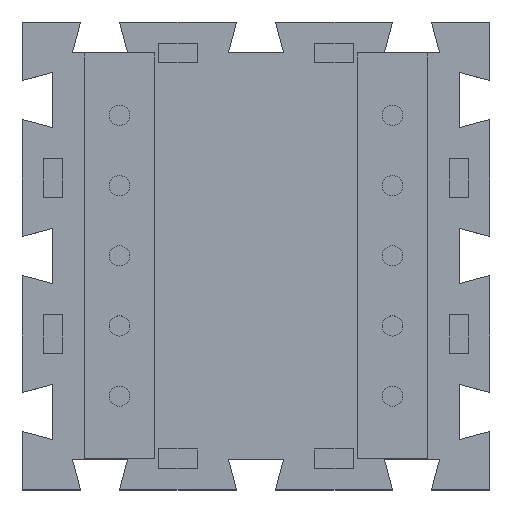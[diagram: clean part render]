
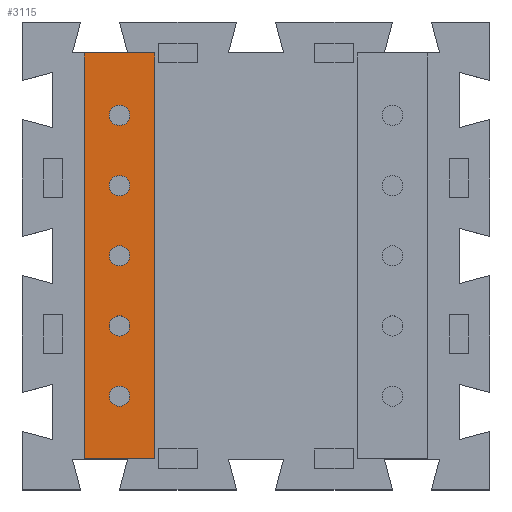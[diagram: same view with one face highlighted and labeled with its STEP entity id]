
A CAD part, top view. The second image highlights one B-rep face of the part: STEP entity #3115.
In plain terms, the highlighted planar face has unit normal (0, 0, 1).
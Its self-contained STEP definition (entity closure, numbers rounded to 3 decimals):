
#30=FACE_BOUND('',#409,.T.);
#31=FACE_BOUND('',#410,.T.);
#32=FACE_BOUND('',#411,.T.);
#33=FACE_BOUND('',#412,.T.);
#34=FACE_BOUND('',#413,.T.);
#50=CIRCLE('',#3302,2.6);
#51=CIRCLE('',#3304,2.6);
#52=CIRCLE('',#3306,2.6);
#53=CIRCLE('',#3308,2.6);
#54=CIRCLE('',#3310,2.6);
#239=FACE_OUTER_BOUND('',#408,.T.);
#408=EDGE_LOOP('',(#2726,#2727,#2728,#2729));
#409=EDGE_LOOP('',(#2730));
#410=EDGE_LOOP('',(#2731));
#411=EDGE_LOOP('',(#2732));
#412=EDGE_LOOP('',(#2733));
#413=EDGE_LOOP('',(#2734));
#804=LINE('',#4884,#1210);
#811=LINE('',#4908,#1217);
#813=LINE('',#4912,#1219);
#815=LINE('',#4915,#1221);
#1210=VECTOR('',#4000,10.);
#1217=VECTOR('',#4029,10.);
#1219=VECTOR('',#4033,10.);
#1221=VECTOR('',#4037,10.);
#1500=VERTEX_POINT('',#4881);
#1501=VERTEX_POINT('',#4883);
#1502=VERTEX_POINT('',#4887);
#1503=VERTEX_POINT('',#4891);
#1504=VERTEX_POINT('',#4895);
#1505=VERTEX_POINT('',#4899);
#1506=VERTEX_POINT('',#4903);
#1507=VERTEX_POINT('',#4907);
#1508=VERTEX_POINT('',#4911);
#1905=EDGE_CURVE('',#1501,#1500,#804,.T.);
#1907=EDGE_CURVE('',#1502,#1502,#50,.T.);
#1909=EDGE_CURVE('',#1503,#1503,#51,.T.);
#1911=EDGE_CURVE('',#1504,#1504,#52,.T.);
#1913=EDGE_CURVE('',#1505,#1505,#53,.T.);
#1915=EDGE_CURVE('',#1506,#1506,#54,.T.);
#1917=EDGE_CURVE('',#1507,#1501,#811,.T.);
#1919=EDGE_CURVE('',#1508,#1507,#813,.T.);
#1921=EDGE_CURVE('',#1500,#1508,#815,.T.);
#2726=ORIENTED_EDGE('',*,*,#1905,.T.);
#2727=ORIENTED_EDGE('',*,*,#1921,.T.);
#2728=ORIENTED_EDGE('',*,*,#1919,.T.);
#2729=ORIENTED_EDGE('',*,*,#1917,.T.);
#2730=ORIENTED_EDGE('',*,*,#1915,.T.);
#2731=ORIENTED_EDGE('',*,*,#1913,.T.);
#2732=ORIENTED_EDGE('',*,*,#1911,.T.);
#2733=ORIENTED_EDGE('',*,*,#1909,.T.);
#2734=ORIENTED_EDGE('',*,*,#1907,.T.);
#2956=PLANE('',#3314);
#3115=ADVANCED_FACE('',(#239,#30,#31,#32,#33,#34),#2956,.T.);
#3302=AXIS2_PLACEMENT_3D('',#4888,#4004,#4005);
#3304=AXIS2_PLACEMENT_3D('',#4892,#4009,#4010);
#3306=AXIS2_PLACEMENT_3D('',#4896,#4014,#4015);
#3308=AXIS2_PLACEMENT_3D('',#4900,#4019,#4020);
#3310=AXIS2_PLACEMENT_3D('',#4904,#4024,#4025);
#3314=AXIS2_PLACEMENT_3D('',#4916,#4038,#4039);
#4000=DIRECTION('',(0.,-1.,0.));
#4004=DIRECTION('center_axis',(0.,0.,-1.));
#4005=DIRECTION('ref_axis',(-1.,0.,0.));
#4009=DIRECTION('center_axis',(0.,0.,-1.));
#4010=DIRECTION('ref_axis',(-1.,0.,0.));
#4014=DIRECTION('center_axis',(0.,0.,-1.));
#4015=DIRECTION('ref_axis',(-1.,0.,0.));
#4019=DIRECTION('center_axis',(0.,0.,-1.));
#4020=DIRECTION('ref_axis',(-1.,0.,0.));
#4024=DIRECTION('center_axis',(0.,0.,-1.));
#4025=DIRECTION('ref_axis',(-1.,0.,0.));
#4029=DIRECTION('',(-1.,0.,0.));
#4033=DIRECTION('',(0.,1.,0.));
#4037=DIRECTION('',(1.,0.,0.));
#4038=DIRECTION('center_axis',(0.,0.,1.));
#4039=DIRECTION('ref_axis',(-1.,0.,0.));
#4881=CARTESIAN_POINT('',(-44.,-52.,33.));
#4883=CARTESIAN_POINT('',(-44.,52.,33.));
#4884=CARTESIAN_POINT('',(-44.,-52.,33.));
#4887=CARTESIAN_POINT('',(-32.4,0.,33.));
#4888=CARTESIAN_POINT('Origin',(-35.,0.,33.));
#4891=CARTESIAN_POINT('',(-32.4,-18.,33.));
#4892=CARTESIAN_POINT('Origin',(-35.,-18.,33.));
#4895=CARTESIAN_POINT('',(-32.4,-36.,33.));
#4896=CARTESIAN_POINT('Origin',(-35.,-36.,33.));
#4899=CARTESIAN_POINT('',(-32.4,18.,33.));
#4900=CARTESIAN_POINT('Origin',(-35.,18.,33.));
#4903=CARTESIAN_POINT('',(-32.4,36.,33.));
#4904=CARTESIAN_POINT('Origin',(-35.,36.,33.));
#4907=CARTESIAN_POINT('',(-26.,52.,33.));
#4908=CARTESIAN_POINT('',(-44.,52.,33.));
#4911=CARTESIAN_POINT('',(-26.,-52.,33.));
#4912=CARTESIAN_POINT('',(-26.,52.,33.));
#4915=CARTESIAN_POINT('',(-26.,-52.,33.));
#4916=CARTESIAN_POINT('Origin',(-35.,0.,33.));
